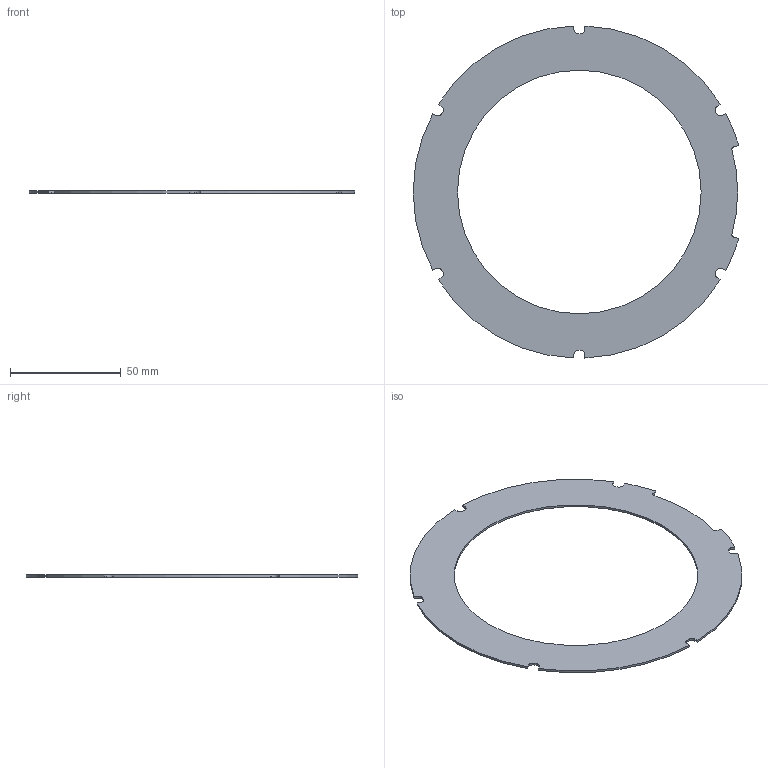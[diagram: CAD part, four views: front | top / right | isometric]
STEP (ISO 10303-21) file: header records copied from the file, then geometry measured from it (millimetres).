
FILE_DESCRIPTION(/* description */ (''),/* implementation_level */ '2;1');
FILE_NAME(/* name */ 'SL-03_RingGearFlange.step',/* time_stamp */ '2026-02-13T13:51:54+01:00',/* author */ (''),/* organization */ (''),/* preprocessor_version */ 'ST-DEVELOPER v20.1',/* originating_system */ 'Autodesk Translation Framework v14.24.0.0',/* authorisation */ '');
FILE_SCHEMA (('AUTOMOTIVE_DESIGN { 1 0 10303 214 3 1 1 }'));
Length unit declared in the file: millimetre
Products named in the file (1): SL-03_RingGearFlange
Bounding box: 146.99 x 149.92 x 1 mm (x, y, z)
Volume: 7928.9 mm3; surface area: 16709.8 mm2
Topology: 1 solids, 1 shells, 45 faces, 129 edges, 86 vertices
Faces by surface type: cylinder 23, plane 22
Full cylindrical faces by diameter (mm): 110 x1
Entity records: 1533 total; most frequent: DIRECTION 267, CARTESIAN_POINT 261, ORIENTED_EDGE 258, EDGE_CURVE 129, AXIS2_PLACEMENT_3D 92, VERTEX_POINT 86, LINE 83, VECTOR 83
